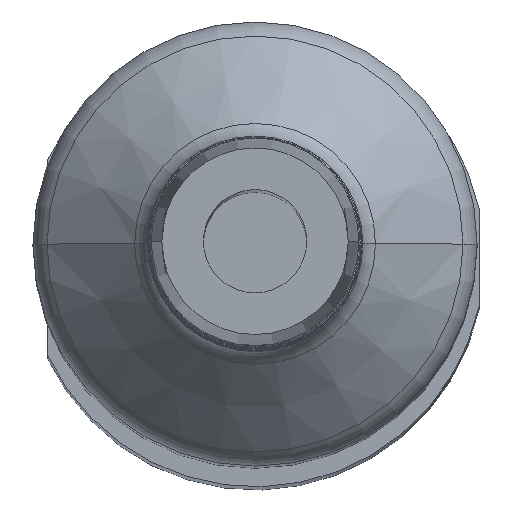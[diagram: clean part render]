
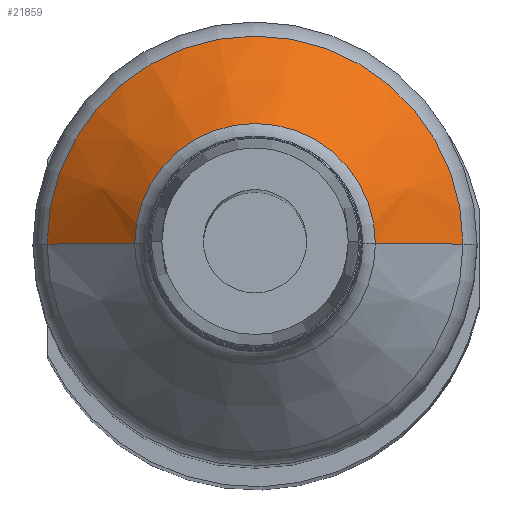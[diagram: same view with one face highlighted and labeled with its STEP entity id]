
A CAD part, top view. The second image highlights one B-rep face of the part: STEP entity #21859.
In plain terms, the highlighted conical face has half-angle 45 degrees and reference radius 1.7 mm.
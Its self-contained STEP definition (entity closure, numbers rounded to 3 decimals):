
#17039=DIRECTION('',(-0.707,-0.707,0.));
#17040=VECTOR('',#17039,1.283);
#17041=CARTESIAN_POINT('',(14.254,-1.246,
0.));
#17042=LINE('',#17041,#17040);
#17048=DIRECTION('',(-0.707,0.707,0.));
#17049=VECTOR('',#17048,1.283);
#17050=CARTESIAN_POINT('',(14.254,1.246,
0.));
#17051=LINE('',#17050,#17049);
#17052=CARTESIAN_POINT('',(13.346,0.,0.));
#17053=DIRECTION('',(-1.,0.,0.));
#17054=DIRECTION('',(0.,-1.,0.));
#17055=AXIS2_PLACEMENT_3D('',#17052,#17053,#17054);
#17057=CARTESIAN_POINT('',(14.254,0.,0.));
#17058=DIRECTION('',(1.,0.,0.));
#17059=DIRECTION('',(0.,1.,0.));
#17060=AXIS2_PLACEMENT_3D('',#17057,#17058,#17059);
#20754=CARTESIAN_POINT('',(14.254,-1.246,0.));
#20755=CARTESIAN_POINT('',(14.254,1.246,0.));
#20756=VERTEX_POINT('',#20754);
#20757=VERTEX_POINT('',#20755);
#20762=CARTESIAN_POINT('',(13.346,-2.154,0.));
#20763=CARTESIAN_POINT('',(13.346,2.154,0.));
#20764=VERTEX_POINT('',#20762);
#20765=VERTEX_POINT('',#20763);
#21847=CARTESIAN_POINT('',(13.8,0.,0.));
#21848=DIRECTION('',(-1.,0.,0.));
#21849=DIRECTION('',(0.,1.,0.));
#21850=AXIS2_PLACEMENT_3D('',#21847,#21848,#21849);
#21851=CONICAL_SURFACE('',#21850,1.7,45.);
#21852=ORIENTED_EDGE('',*,*,#21812,.T.);
#21853=ORIENTED_EDGE('',*,*,#21842,.F.);
#21855=ORIENTED_EDGE('',*,*,#21854,.T.);
#21856=ORIENTED_EDGE('',*,*,#21838,.T.);
#21857=EDGE_LOOP('',(#21852,#21853,#21855,#21856));
#21858=FACE_OUTER_BOUND('',#21857,.F.);
#21859=ADVANCED_FACE('',(#21858),#21851,.T.);
#17056=CIRCLE('',#17055,2.154);
#17061=CIRCLE('',#17060,1.246);
#21812=EDGE_CURVE('',#20764,#20765,#17056,.T.);
#21838=EDGE_CURVE('',#20756,#20764,#17042,.T.);
#21842=EDGE_CURVE('',#20757,#20765,#17051,.T.);
#21854=EDGE_CURVE('',#20757,#20756,#17061,.T.);
